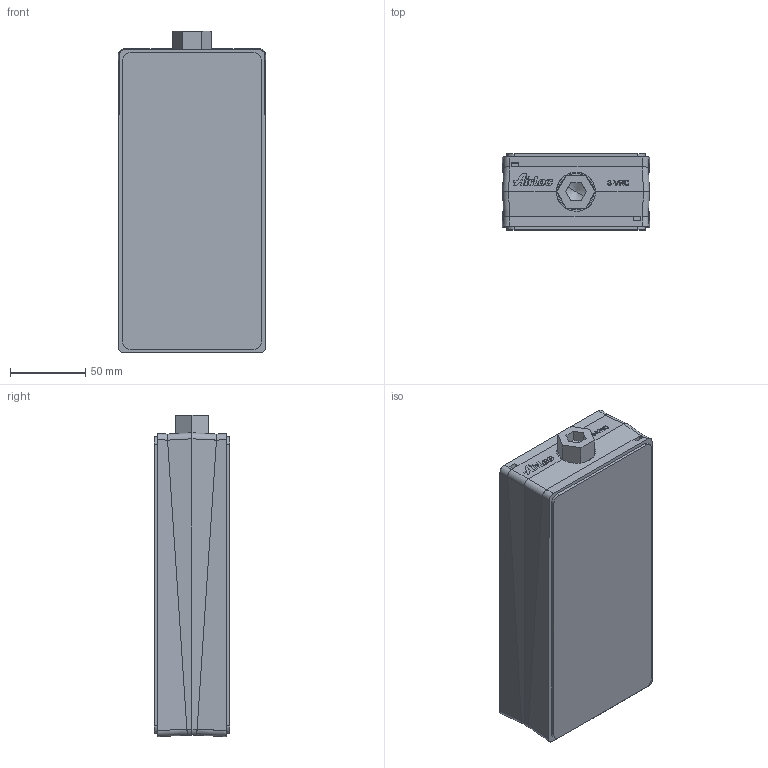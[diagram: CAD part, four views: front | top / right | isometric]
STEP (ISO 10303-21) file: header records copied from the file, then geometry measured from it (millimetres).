
FILE_DESCRIPTION (( 'STEP AP214' ), '1' );
FILE_NAME ('3-VRC-2-2.step', '2013-05-29T09:30:32', ( 'admin' ), ( '' ), 'SwSTEP 2.0', 'SolidWorks 2012', '' );
FILE_SCHEMA (( 'AUTOMOTIVE_DESIGN' ));
Length unit declared in the file: millimetre
Products named in the file (1): 3-VRC-2-2
Bounding box: 98.08 x 50.2 x 213.55 mm (x, y, z)
Volume: 971945.5 mm3; surface area: 72276.1 mm2
Topology: 2 solids, 2 shells, 244 faces, 618 edges, 397 vertices
Faces by surface type: plane 156, bspline 40, cylinder 38, cone 8, torus 2
Entity records: 12143 total; most frequent: CARTESIAN_POINT 3954, ORIENTED_EDGE 1232, DIRECTION 930, EDGE_CURVE 616, LINE 432, VECTOR 432, VERTEX_POINT 397, EDGE_LOOP 267
